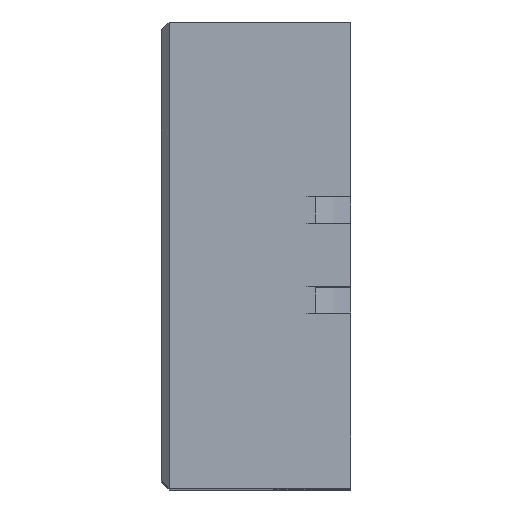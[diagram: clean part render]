
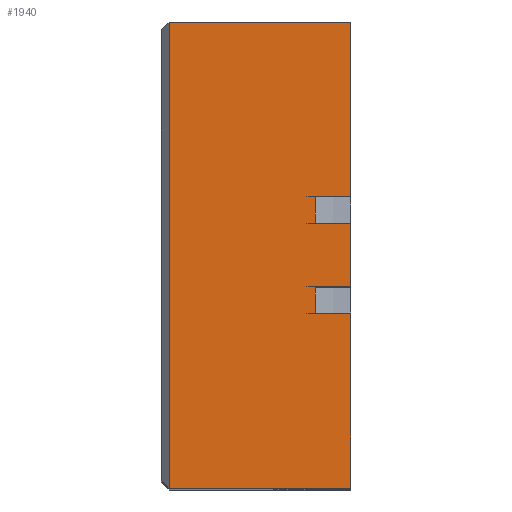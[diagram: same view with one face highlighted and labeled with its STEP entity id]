
A CAD part, top view. The second image highlights one B-rep face of the part: STEP entity #1940.
In plain terms, the highlighted planar face has unit normal (0, 0, 1).
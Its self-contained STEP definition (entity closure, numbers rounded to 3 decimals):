
#81=PLANE('',#2115);
#150=FACE_OUTER_BOUND('',#260,.T.);
#260=EDGE_LOOP('',(#1469,#1470,#1471,#1472,#1473,#1474,#1475,#1476,#1477,
#1478,#1479,#1480));
#396=LINE('',#3075,#564);
#397=LINE('',#3078,#565);
#398=LINE('',#3080,#566);
#399=LINE('',#3082,#567);
#400=LINE('',#3084,#568);
#401=LINE('',#3086,#569);
#402=LINE('',#3088,#570);
#403=LINE('',#3090,#571);
#404=LINE('',#3092,#572);
#405=LINE('',#3094,#573);
#406=LINE('',#3096,#574);
#407=LINE('',#3097,#575);
#564=VECTOR('',#2453,10.);
#565=VECTOR('',#2456,10.);
#566=VECTOR('',#2457,10.);
#567=VECTOR('',#2458,10.);
#568=VECTOR('',#2459,10.);
#569=VECTOR('',#2460,10.);
#570=VECTOR('',#2461,10.);
#571=VECTOR('',#2462,10.);
#572=VECTOR('',#2463,10.);
#573=VECTOR('',#2464,10.);
#574=VECTOR('',#2465,10.);
#575=VECTOR('',#2466,10.);
#826=VERTEX_POINT('',#2901);
#856=VERTEX_POINT('',#2985);
#884=VERTEX_POINT('',#3077);
#885=VERTEX_POINT('',#3079);
#886=VERTEX_POINT('',#3081);
#887=VERTEX_POINT('',#3083);
#888=VERTEX_POINT('',#3085);
#889=VERTEX_POINT('',#3087);
#890=VERTEX_POINT('',#3089);
#891=VERTEX_POINT('',#3091);
#892=VERTEX_POINT('',#3093);
#893=VERTEX_POINT('',#3095);
#1107=EDGE_CURVE('',#856,#826,#396,.T.);
#1108=EDGE_CURVE('',#856,#884,#397,.T.);
#1109=EDGE_CURVE('',#884,#885,#398,.T.);
#1110=EDGE_CURVE('',#886,#885,#399,.T.);
#1111=EDGE_CURVE('',#886,#887,#400,.T.);
#1112=EDGE_CURVE('',#887,#888,#401,.T.);
#1113=EDGE_CURVE('',#888,#889,#402,.T.);
#1114=EDGE_CURVE('',#890,#889,#403,.T.);
#1115=EDGE_CURVE('',#891,#890,#404,.T.);
#1116=EDGE_CURVE('',#891,#892,#405,.T.);
#1117=EDGE_CURVE('',#893,#892,#406,.T.);
#1118=EDGE_CURVE('',#826,#893,#407,.T.);
#1469=ORIENTED_EDGE('',*,*,#1107,.F.);
#1470=ORIENTED_EDGE('',*,*,#1108,.T.);
#1471=ORIENTED_EDGE('',*,*,#1109,.T.);
#1472=ORIENTED_EDGE('',*,*,#1110,.F.);
#1473=ORIENTED_EDGE('',*,*,#1111,.T.);
#1474=ORIENTED_EDGE('',*,*,#1112,.T.);
#1475=ORIENTED_EDGE('',*,*,#1113,.T.);
#1476=ORIENTED_EDGE('',*,*,#1114,.F.);
#1477=ORIENTED_EDGE('',*,*,#1115,.F.);
#1478=ORIENTED_EDGE('',*,*,#1116,.T.);
#1479=ORIENTED_EDGE('',*,*,#1117,.F.);
#1480=ORIENTED_EDGE('',*,*,#1118,.F.);
#1940=ADVANCED_FACE('',(#150),#81,.T.);
#2115=AXIS2_PLACEMENT_3D('',#3076,#2454,#2455);
#2453=DIRECTION('',(0.,1.,0.));
#2454=DIRECTION('center_axis',(0.,0.,1.));
#2455=DIRECTION('ref_axis',(1.,0.,0.));
#2456=DIRECTION('',(1.,0.,0.));
#2457=DIRECTION('',(0.,1.,0.));
#2458=DIRECTION('',(1.,0.,0.));
#2459=DIRECTION('',(0.,1.,0.));
#2460=DIRECTION('',(1.,0.,0.));
#2461=DIRECTION('',(0.,1.,0.));
#2462=DIRECTION('',(1.,0.,0.));
#2463=DIRECTION('',(0.,-1.,0.));
#2464=DIRECTION('',(1.,0.,0.));
#2465=DIRECTION('',(0.,-1.,0.));
#2466=DIRECTION('',(1.,0.,0.));
#2901=CARTESIAN_POINT('',(-11.46,29.4,0.));
#2985=CARTESIAN_POINT('',(-11.46,0.,0.));
#3075=CARTESIAN_POINT('',(-11.46,0.,0.));
#3076=CARTESIAN_POINT('Origin',(-11.96,0.,0.));
#3077=CARTESIAN_POINT('',(0.,0.,0.));
#3078=CARTESIAN_POINT('',(-11.96,0.,0.));
#3079=CARTESIAN_POINT('',(0.,11.,0.));
#3080=CARTESIAN_POINT('',(0.,0.,0.));
#3081=CARTESIAN_POINT('',(-2.227,11.,0.));
#3082=CARTESIAN_POINT('',(-11.96,11.,0.));
#3083=CARTESIAN_POINT('',(-2.227,12.7,0.));
#3084=CARTESIAN_POINT('',(-2.227,11.,0.));
#3085=CARTESIAN_POINT('',(0.,12.7,0.));
#3086=CARTESIAN_POINT('',(-11.96,12.7,0.));
#3087=CARTESIAN_POINT('',(0.,16.7,0.));
#3088=CARTESIAN_POINT('',(0.,12.7,0.));
#3089=CARTESIAN_POINT('',(-2.227,16.7,0.));
#3090=CARTESIAN_POINT('',(-11.96,16.7,0.));
#3091=CARTESIAN_POINT('',(-2.227,18.4,0.));
#3092=CARTESIAN_POINT('',(-2.227,18.4,0.));
#3093=CARTESIAN_POINT('',(0.,18.4,0.));
#3094=CARTESIAN_POINT('',(-11.96,18.4,0.));
#3095=CARTESIAN_POINT('',(0.,29.4,0.));
#3096=CARTESIAN_POINT('',(0.,29.4,0.));
#3097=CARTESIAN_POINT('',(-11.96,29.4,0.));
